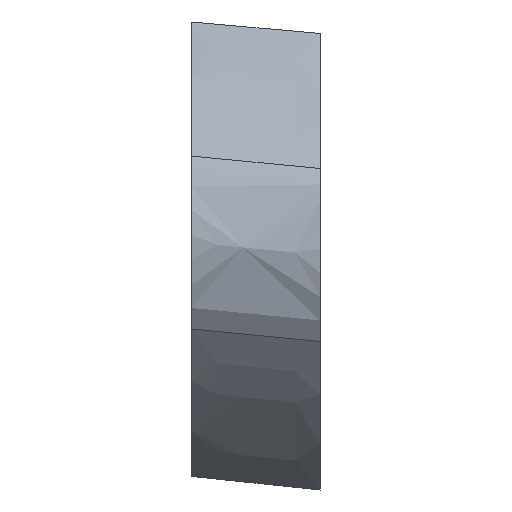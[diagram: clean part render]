
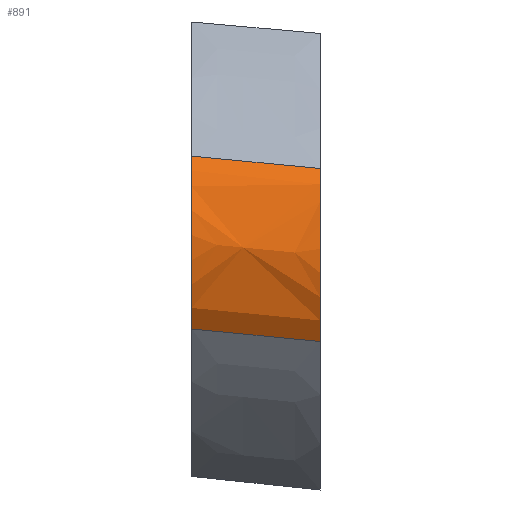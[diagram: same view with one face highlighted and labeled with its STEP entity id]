
A CAD part, left-side view. The second image highlights one B-rep face of the part: STEP entity #891.
In plain terms, the highlighted free-form (B-spline) face has degree [5, 5] with [6, 9] control points.
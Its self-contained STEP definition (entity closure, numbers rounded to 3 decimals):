
#66=CARTESIAN_POINT('Vertex',(313.898,602.,68.39)) ;
#70=CARTESIAN_POINT('Control Point',(313.898,602.,64.357)) ;
#71=CARTESIAN_POINT('Control Point',(313.708,602.,64.629)) ;
#72=CARTESIAN_POINT('Control Point',(313.548,602.,64.929)) ;
#73=CARTESIAN_POINT('Control Point',(313.425,602.,65.251)) ;
#74=CARTESIAN_POINT('Control Point',(313.256,602.,65.931)) ;
#75=CARTESIAN_POINT('Control Point',(313.255,602.,66.636)) ;
#76=CARTESIAN_POINT('Control Point',(313.298,602.,66.99)) ;
#77=CARTESIAN_POINT('Control Point',(313.426,602.,67.499)) ;
#78=CARTESIAN_POINT('Control Point',(313.639,602.,67.967)) ;
#79=CARTESIAN_POINT('Control Point',(313.718,602.,68.114)) ;
#80=CARTESIAN_POINT('Control Point',(313.804,602.,68.256)) ;
#81=CARTESIAN_POINT('Control Point',(313.898,602.,68.39)) ;
#82=CARTESIAN_POINT('Vertex',(313.898,602.,64.357)) ;
#210=CARTESIAN_POINT('Vertex',(313.9,605.,64.652)) ;
#214=CARTESIAN_POINT('Control Point',(313.9,605.,64.652)) ;
#215=CARTESIAN_POINT('Control Point',(313.422,605.,65.331)) ;
#216=CARTESIAN_POINT('Control Point',(313.132,605.,66.194)) ;
#217=CARTESIAN_POINT('Control Point',(313.132,605.,67.136)) ;
#218=CARTESIAN_POINT('Control Point',(313.422,605.,67.999)) ;
#219=CARTESIAN_POINT('Control Point',(313.9,605.,68.678)) ;
#220=CARTESIAN_POINT('Vertex',(313.9,605.,68.678)) ;
#764=CARTESIAN_POINT('Control Point',(313.898,602.,64.357)) ;
#765=CARTESIAN_POINT('Control Point',(313.898,602.6,64.416)) ;
#766=CARTESIAN_POINT('Control Point',(313.899,603.2,64.475)) ;
#767=CARTESIAN_POINT('Control Point',(313.899,603.8,64.534)) ;
#768=CARTESIAN_POINT('Control Point',(313.9,604.4,64.593)) ;
#769=CARTESIAN_POINT('Control Point',(313.9,605.,64.652)) ;
#816=CARTESIAN_POINT('Control Point',(313.898,602.,68.39)) ;
#817=CARTESIAN_POINT('Control Point',(313.898,602.6,68.448)) ;
#818=CARTESIAN_POINT('Control Point',(313.899,603.2,68.505)) ;
#819=CARTESIAN_POINT('Control Point',(313.899,603.8,68.563)) ;
#820=CARTESIAN_POINT('Control Point',(313.9,604.4,68.621)) ;
#821=CARTESIAN_POINT('Control Point',(313.9,605.,68.678)) ;
#831=CARTESIAN_POINT('Control Point',(313.662,295.,34.231)) ;
#832=CARTESIAN_POINT('Control Point',(313.548,295.,34.685)) ;
#833=CARTESIAN_POINT('Control Point',(313.462,295.,35.145)) ;
#834=CARTESIAN_POINT('Control Point',(313.404,295.,35.61)) ;
#835=CARTESIAN_POINT('Control Point',(313.346,295.,36.545)) ;
#836=CARTESIAN_POINT('Control Point',(313.404,295.,37.48)) ;
#837=CARTESIAN_POINT('Control Point',(313.462,295.,37.945)) ;
#838=CARTESIAN_POINT('Control Point',(313.548,295.,38.405)) ;
#839=CARTESIAN_POINT('Control Point',(313.662,295.,38.859)) ;
#840=CARTESIAN_POINT('Control Point',(313.759,421.,46.596)) ;
#841=CARTESIAN_POINT('Control Point',(313.596,421.,47.)) ;
#842=CARTESIAN_POINT('Control Point',(313.466,421.,47.428)) ;
#843=CARTESIAN_POINT('Control Point',(313.377,421.,47.875)) ;
#844=CARTESIAN_POINT('Control Point',(313.288,421.,48.787)) ;
#845=CARTESIAN_POINT('Control Point',(313.377,421.,49.7)) ;
#846=CARTESIAN_POINT('Control Point',(313.466,421.,50.147)) ;
#847=CARTESIAN_POINT('Control Point',(313.596,421.,50.575)) ;
#848=CARTESIAN_POINT('Control Point',(313.759,421.,50.979)) ;
#849=CARTESIAN_POINT('Control Point',(313.856,547.,58.96)) ;
#850=CARTESIAN_POINT('Control Point',(313.644,547.,59.315)) ;
#851=CARTESIAN_POINT('Control Point',(313.471,547.,59.71)) ;
#852=CARTESIAN_POINT('Control Point',(313.35,547.,60.139)) ;
#853=CARTESIAN_POINT('Control Point',(313.23,547.,61.03)) ;
#854=CARTESIAN_POINT('Control Point',(313.35,547.,61.92)) ;
#855=CARTESIAN_POINT('Control Point',(313.471,547.,62.349)) ;
#856=CARTESIAN_POINT('Control Point',(313.644,547.,62.745)) ;
#857=CARTESIAN_POINT('Control Point',(313.856,547.,63.099)) ;
#858=CARTESIAN_POINT('Control Point',(313.952,673.,71.325)) ;
#859=CARTESIAN_POINT('Control Point',(313.693,673.,71.63)) ;
#860=CARTESIAN_POINT('Control Point',(313.476,673.,71.993)) ;
#861=CARTESIAN_POINT('Control Point',(313.324,673.,72.404)) ;
#862=CARTESIAN_POINT('Control Point',(313.172,673.,73.272)) ;
#863=CARTESIAN_POINT('Control Point',(313.324,673.,74.14)) ;
#864=CARTESIAN_POINT('Control Point',(313.476,673.,74.551)) ;
#865=CARTESIAN_POINT('Control Point',(313.693,673.,74.915)) ;
#866=CARTESIAN_POINT('Control Point',(313.952,673.,75.22)) ;
#867=CARTESIAN_POINT('Control Point',(314.049,799.,83.689)) ;
#868=CARTESIAN_POINT('Control Point',(313.741,799.,83.945)) ;
#869=CARTESIAN_POINT('Control Point',(313.48,799.,84.276)) ;
#870=CARTESIAN_POINT('Control Point',(313.297,799.,84.669)) ;
#871=CARTESIAN_POINT('Control Point',(313.114,799.,85.515)) ;
#872=CARTESIAN_POINT('Control Point',(313.297,799.,86.361)) ;
#873=CARTESIAN_POINT('Control Point',(313.48,799.,86.753)) ;
#874=CARTESIAN_POINT('Control Point',(313.741,799.,87.085)) ;
#875=CARTESIAN_POINT('Control Point',(314.049,799.,87.34)) ;
#876=CARTESIAN_POINT('Control Point',(314.146,925.,96.054)) ;
#877=CARTESIAN_POINT('Control Point',(313.789,925.,96.26)) ;
#878=CARTESIAN_POINT('Control Point',(313.485,925.,96.559)) ;
#879=CARTESIAN_POINT('Control Point',(313.27,925.,96.933)) ;
#880=CARTESIAN_POINT('Control Point',(313.055,925.,97.757)) ;
#881=CARTESIAN_POINT('Control Point',(313.27,925.,98.581)) ;
#882=CARTESIAN_POINT('Control Point',(313.485,925.,98.955)) ;
#883=CARTESIAN_POINT('Control Point',(313.789,925.,99.254)) ;
#884=CARTESIAN_POINT('Control Point',(314.146,925.,99.46)) ;
#886=ORIENTED_EDGE('',*,*,#222,.F.) ;
#887=ORIENTED_EDGE('',*,*,#770,.F.) ;
#888=ORIENTED_EDGE('',*,*,#84,.T.) ;
#889=ORIENTED_EDGE('',*,*,#822,.T.) ;
#891=ADVANCED_FACE('PartBody',(#890),#830,.F.) ;
#69=B_SPLINE_CURVE_WITH_KNOTS('',5,(#70,#71,#72,#73,#74,#75,#76,#77,#78,#79,#80,#81),.UNSPECIFIED.,.F.,.U.,(6,3,3,6),(0.,2.524,5.095,6.344),.UNSPECIFIED.) ;
#213=B_SPLINE_CURVE_WITH_KNOTS('',5,(#214,#215,#216,#217,#218,#219),.UNSPECIFIED.,.F.,.U.,(6,6),(0.,6.342),.UNSPECIFIED.) ;
#763=B_SPLINE_CURVE_WITH_KNOTS('',5,(#764,#765,#766,#767,#768,#769),.UNSPECIFIED.,.F.,.U.,(6,6),(308.453,311.468),.UNSPECIFIED.) ;
#815=B_SPLINE_CURVE_WITH_KNOTS('',5,(#816,#817,#818,#819,#820,#821),.UNSPECIFIED.,.F.,.U.,(6,6),(308.453,311.468),.UNSPECIFIED.) ;
#830=B_SPLINE_SURFACE_WITH_KNOTS('',5,5,((#831,#832,#833,#834,#835,#836,#837,#838,#839),(#840,#841,#842,#843,#844,#845,#846,#847,#848),(#849,#850,#851,#852,#853,#854,#855,#856,#857),(#858,#859,#860,#861,#862,#863,#864,#865,#866),(#867,#868,#869,#870,#871,#872,#873,#874,#875),(#876,#877,#878,#879,#880,#881,#882,#883,#884)),.UNSPECIFIED.,.F.,.F.,.U.,(6,6),(6,3,6),(0.,632.983),(56.743,59.08,61.418),.UNSPECIFIED.) ;
#84=EDGE_CURVE('',#83,#67,#69,.T.) ;
#222=EDGE_CURVE('',#211,#221,#213,.T.) ;
#770=EDGE_CURVE('',#83,#211,#763,.T.) ;
#822=EDGE_CURVE('',#67,#221,#815,.T.) ;
#885=EDGE_LOOP('',(#886,#887,#888,#889)) ;
#890=FACE_OUTER_BOUND('',#885,.T.) ;
#67=VERTEX_POINT('',#66) ;
#83=VERTEX_POINT('',#82) ;
#211=VERTEX_POINT('',#210) ;
#221=VERTEX_POINT('',#220) ;
